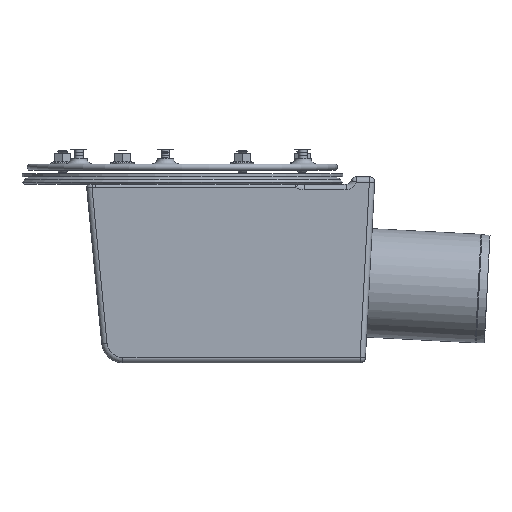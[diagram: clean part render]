
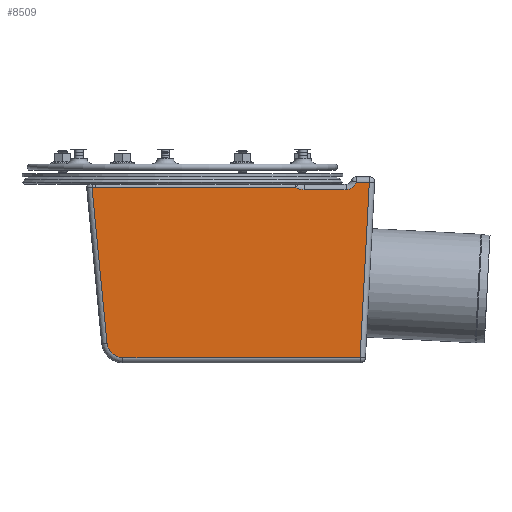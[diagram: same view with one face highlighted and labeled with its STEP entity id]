
A CAD part, front view. The second image highlights one B-rep face of the part: STEP entity #8509.
In plain terms, the highlighted planar face has unit normal (0, -1, 0).
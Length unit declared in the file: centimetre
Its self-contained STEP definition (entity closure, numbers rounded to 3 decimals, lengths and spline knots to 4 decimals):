
#169=B_SPLINE_CURVE_WITH_KNOTS('',3,(#14919,#14920,#14921,#14922,#14923),
 .UNSPECIFIED.,.F.,.F.,(4,1,4),(0.,3.4007,7.9349),
 .UNSPECIFIED.);
#631=PLANE('',#9504);
#1085=FACE_OUTER_BOUND('',#1733,.T.);
#1733=EDGE_LOOP('',(#6978,#6979,#6980,#6981,#6982,#6983,#6984,#6985,#6986,
#6987,#6988,#6989,#6990,#6991,#6992));
#2210=LINE('',#14870,#2679);
#2211=LINE('',#14874,#2680);
#2212=LINE('',#14885,#2681);
#2213=LINE('',#14887,#2682);
#2220=LINE('',#14905,#2689);
#2221=LINE('',#14909,#2690);
#2222=LINE('',#14911,#2691);
#2223=LINE('',#14913,#2692);
#2224=LINE('',#14917,#2693);
#2225=LINE('',#14924,#2694);
#2226=LINE('',#14926,#2695);
#2227=LINE('',#14927,#2696);
#2679=VECTOR('',#11712,1.);
#2680=VECTOR('',#11717,1.);
#2681=VECTOR('',#11720,1.);
#2682=VECTOR('',#11721,1.);
#2689=VECTOR('',#11738,1.);
#2690=VECTOR('',#11741,1.);
#2691=VECTOR('',#11742,1.);
#2692=VECTOR('',#11743,1.);
#2693=VECTOR('',#11746,1.);
#2694=VECTOR('',#11747,1.);
#2695=VECTOR('',#11748,1.);
#2696=VECTOR('',#11749,1.);
#3256=CIRCLE('',#9505,15.);
#3257=CIRCLE('',#9506,10.);
#3892=VERTEX_POINT('',#14866);
#3893=VERTEX_POINT('',#14868);
#3894=VERTEX_POINT('',#14872);
#3895=VERTEX_POINT('',#14881);
#3897=VERTEX_POINT('',#14884);
#3898=VERTEX_POINT('',#14886);
#3904=VERTEX_POINT('',#14904);
#3905=VERTEX_POINT('',#14906);
#3906=VERTEX_POINT('',#14908);
#3907=VERTEX_POINT('',#14910);
#3908=VERTEX_POINT('',#14912);
#3909=VERTEX_POINT('',#14914);
#3910=VERTEX_POINT('',#14916);
#3911=VERTEX_POINT('',#14918);
#3912=VERTEX_POINT('',#14925);
#4951=EDGE_CURVE('',#3893,#3892,#2210,.T.);
#4953=EDGE_CURVE('',#3894,#3893,#2211,.T.);
#4955=EDGE_CURVE('',#3897,#3895,#2212,.T.);
#4956=EDGE_CURVE('',#3898,#3897,#2213,.T.);
#4965=EDGE_CURVE('',#3904,#3894,#2220,.T.);
#4966=EDGE_CURVE('',#3905,#3904,#3256,.T.);
#4967=EDGE_CURVE('',#3906,#3905,#2221,.T.);
#4968=EDGE_CURVE('',#3907,#3906,#2222,.T.);
#4969=EDGE_CURVE('',#3908,#3907,#2223,.T.);
#4970=EDGE_CURVE('',#3909,#3908,#3257,.T.);
#4971=EDGE_CURVE('',#3910,#3909,#2224,.T.);
#4972=EDGE_CURVE('',#3911,#3910,#169,.T.);
#4973=EDGE_CURVE('',#3898,#3911,#2225,.T.);
#4974=EDGE_CURVE('',#3912,#3895,#2226,.T.);
#4975=EDGE_CURVE('',#3892,#3912,#2227,.T.);
#6978=ORIENTED_EDGE('',*,*,#4965,.F.);
#6979=ORIENTED_EDGE('',*,*,#4966,.F.);
#6980=ORIENTED_EDGE('',*,*,#4967,.F.);
#6981=ORIENTED_EDGE('',*,*,#4968,.F.);
#6982=ORIENTED_EDGE('',*,*,#4969,.F.);
#6983=ORIENTED_EDGE('',*,*,#4970,.F.);
#6984=ORIENTED_EDGE('',*,*,#4971,.F.);
#6985=ORIENTED_EDGE('',*,*,#4972,.F.);
#6986=ORIENTED_EDGE('',*,*,#4973,.F.);
#6987=ORIENTED_EDGE('',*,*,#4956,.T.);
#6988=ORIENTED_EDGE('',*,*,#4955,.T.);
#6989=ORIENTED_EDGE('',*,*,#4974,.F.);
#6990=ORIENTED_EDGE('',*,*,#4975,.F.);
#6991=ORIENTED_EDGE('',*,*,#4951,.F.);
#6992=ORIENTED_EDGE('',*,*,#4953,.F.);
#8509=ADVANCED_FACE('',(#1085),#631,.T.);
#9504=AXIS2_PLACEMENT_3D('',#14903,#11736,#11737);
#9505=AXIS2_PLACEMENT_3D('',#14907,#11739,#11740);
#9506=AXIS2_PLACEMENT_3D('',#14915,#11744,#11745);
#11712=DIRECTION('',(-0.052,0.,0.999));
#11717=DIRECTION('',(-0.999,0.,-0.052));
#11720=DIRECTION('',(-0.096,0.,0.995));
#11721=DIRECTION('',(-0.999,0.,-0.052));
#11736=DIRECTION('center_axis',(0.,-1.,0.));
#11737=DIRECTION('ref_axis',(1.,0.,0.));
#11738=DIRECTION('',(-0.096,0.,0.995));
#11739=DIRECTION('center_axis',(0.,1.,0.));
#11740=DIRECTION('ref_axis',(0.901,0.,0.434));
#11741=DIRECTION('',(-1.,0.,0.));
#11742=DIRECTION('',(-0.052,0.,-0.999));
#11743=DIRECTION('',(1.,0.,0.));
#11744=DIRECTION('center_axis',(0.,-1.,0.));
#11745=DIRECTION('ref_axis',(0.592,0.,-0.806));
#11746=DIRECTION('',(1.,0.,0.));
#11747=DIRECTION('',(1.,0.,0.));
#11748=DIRECTION('',(1.,0.,0.));
#11749=DIRECTION('',(-0.096,0.,0.995));
#14866=CARTESIAN_POINT('',(-84.4376,-90.,79.3995));
#14868=CARTESIAN_POINT('',(-84.3968,-90.,78.6216));
#14870=CARTESIAN_POINT('',(-84.3968,-90.,78.6216));
#14872=CARTESIAN_POINT('',(-84.3628,-90.,78.6234));
#14874=CARTESIAN_POINT('',(-81.4009,-90.,78.7786));
#14881=CARTESIAN_POINT('',(-81.5186,-90.,80.0004));
#14884=CARTESIAN_POINT('',(-81.5183,-90.,79.9976));
#14885=CARTESIAN_POINT('',(-65.7272,-90.,-83.9996));
#14886=CARTESIAN_POINT('',(-81.4649,-90.,80.0004));
#14887=CARTESIAN_POINT('',(-81.4649,-90.,80.0004));
#14903=CARTESIAN_POINT('Origin',(46.4663,-90.,3.3735));
#14904=CARTESIAN_POINT('',(-70.4914,-90.,-65.4373));
#14905=CARTESIAN_POINT('',(-80.5024,-90.,38.5314));
#14906=CARTESIAN_POINT('',(-55.5604,-90.,-78.9996));
#14907=CARTESIAN_POINT('Origin',(-55.5604,-90.,-63.9996));
#14908=CARTESIAN_POINT('',(166.1362,-90.,-78.9996));
#14909=CARTESIAN_POINT('',(-55.881,-90.,-78.9996));
#14910=CARTESIAN_POINT('',(174.7311,-90.,85.0004));
#14911=CARTESIAN_POINT('',(168.0008,-90.,-43.4222));
#14912=CARTESIAN_POINT('',(162.5394,-90.,85.0004));
#14913=CARTESIAN_POINT('',(113.2331,-90.,85.0004));
#14914=CARTESIAN_POINT('',(153.,-90.,78.0004));
#14915=CARTESIAN_POINT('Origin',(153.,-90.,88.0004));
#14916=CARTESIAN_POINT('',(113.7497,-90.,78.0004));
#14917=CARTESIAN_POINT('',(23.2331,-90.,78.0004));
#14918=CARTESIAN_POINT('',(106.165,-90.,80.0004));
#14919=CARTESIAN_POINT('Ctrl Pts',(106.165,-90.,80.0004));
#14920=CARTESIAN_POINT('Ctrl Pts',(107.1432,-90.,79.4277));
#14921=CARTESIAN_POINT('Ctrl Pts',(109.5928,-90.,78.383));
#14922=CARTESIAN_POINT('Ctrl Pts',(112.2383,-90.,78.0004));
#14923=CARTESIAN_POINT('Ctrl Pts',(113.7497,-90.,78.0004));
#14924=CARTESIAN_POINT('',(102.2331,-90.,80.0004));
#14925=CARTESIAN_POINT('',(-84.4954,-90.,80.0004));
#14926=CARTESIAN_POINT('',(-17.7669,-90.,80.0004));
#14927=CARTESIAN_POINT('',(-80.5024,-90.,38.5314));
